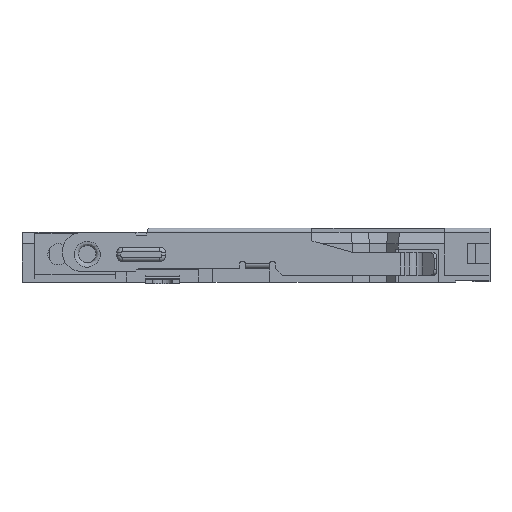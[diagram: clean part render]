
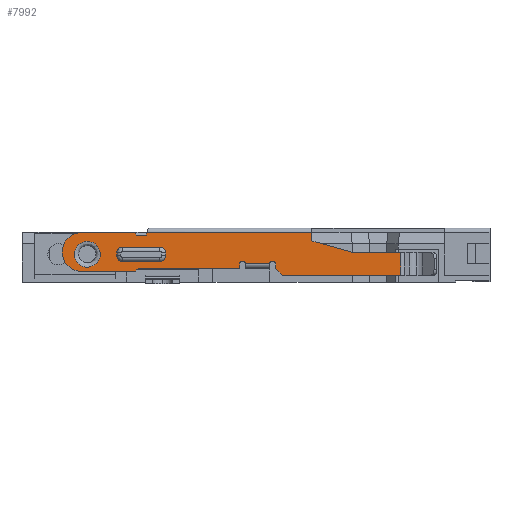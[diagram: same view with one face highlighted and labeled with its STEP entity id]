
A CAD part, left-side view. The second image highlights one B-rep face of the part: STEP entity #7992.
In plain terms, the highlighted planar face has unit normal (-1, 0, 0).
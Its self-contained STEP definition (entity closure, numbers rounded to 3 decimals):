
#2428=CARTESIAN_POINT('',(-7.33,0.37,0.545));
#2429=VERTEX_POINT('',#2428);
#2487=CARTESIAN_POINT('',(-7.33,-0.48,0.545));
#2488=VERTEX_POINT('',#2487);
#4564=CARTESIAN_POINT('',(-7.33,0.47,0.645));
#4565=VERTEX_POINT('',#4564);
#4572=CARTESIAN_POINT('',(-7.33,0.57,0.545));
#4573=VERTEX_POINT('',#4572);
#4574=CARTESIAN_POINT('',(-7.33,0.47,0.545));
#4575=DIRECTION('',(1.,-0.,0.));
#4576=DIRECTION('',(-0.,0.,1.));
#4577=AXIS2_PLACEMENT_3D('',#4574,#4575,#4576);
#4578=CIRCLE('',#4577,0.1);
#4579=EDGE_CURVE('',#4573,#4565,#4578,.T.);
#4598=CARTESIAN_POINT('',(-7.33,0.37,0.545));
#4599=DIRECTION('',(-0.,-1.,-0.));
#4600=VECTOR('',#4599,0.85);
#4601=LINE('',#4598,#4600);
#4602=EDGE_CURVE('',#2429,#2488,#4601,.T.);
#4613=CARTESIAN_POINT('',(-7.33,-0.68,0.545));
#4614=VERTEX_POINT('',#4613);
#4615=CARTESIAN_POINT('',(-7.33,-0.58,0.545));
#4616=DIRECTION('',(1.,0.,0.));
#4617=DIRECTION('',(0.,0.,-1.));
#4618=AXIS2_PLACEMENT_3D('',#4615,#4616,#4617);
#4619=CIRCLE('',#4618,0.1);
#4620=EDGE_CURVE('',#2488,#4614,#4619,.T.);
#4638=CARTESIAN_POINT('',(-7.33,-0.68,0.385));
#4639=VERTEX_POINT('',#4638);
#4640=CARTESIAN_POINT('',(-7.33,-0.68,0.545));
#4641=DIRECTION('',(0.,-0.,-1.));
#4642=VECTOR('',#4641,0.16);
#4643=LINE('',#4640,#4642);
#4644=EDGE_CURVE('',#4614,#4639,#4643,.T.);
#4662=CARTESIAN_POINT('',(-7.33,-0.92,0.145));
#4663=VERTEX_POINT('',#4662);
#4664=CARTESIAN_POINT('',(-7.33,-0.68,0.385));
#4665=DIRECTION('',(0.,-0.707,-0.707));
#4666=VECTOR('',#4665,0.339);
#4667=LINE('',#4664,#4666);
#4668=EDGE_CURVE('',#4639,#4663,#4667,.T.);
#4697=CARTESIAN_POINT('',(-7.33,-5.05,0.145));
#4698=VERTEX_POINT('',#4697);
#4706=CARTESIAN_POINT('',(-7.33,-0.92,0.145));
#4707=DIRECTION('',(-0.,-1.,-0.));
#4708=VECTOR('',#4707,4.13);
#4709=LINE('',#4706,#4708);
#4710=EDGE_CURVE('',#4663,#4698,#4709,.T.);
#4735=CARTESIAN_POINT('',(-7.33,-5.05,0.945));
#4736=VERTEX_POINT('',#4735);
#4744=CARTESIAN_POINT('',(-7.33,-5.05,0.145));
#4745=DIRECTION('',(-0.,0.,1.));
#4746=VECTOR('',#4745,0.8);
#4747=LINE('',#4744,#4746);
#4748=EDGE_CURVE('',#4698,#4736,#4747,.T.);
#4771=CARTESIAN_POINT('',(-7.33,-3.35,0.945));
#4772=VERTEX_POINT('',#4771);
#4779=CARTESIAN_POINT('',(-7.33,-5.05,0.945));
#4780=DIRECTION('',(0.,1.,0.));
#4781=VECTOR('',#4780,1.7);
#4782=LINE('',#4779,#4781);
#4783=EDGE_CURVE('',#4736,#4772,#4782,.T.);
#4804=CARTESIAN_POINT('',(-7.33,-1.95,1.345));
#4805=VERTEX_POINT('',#4804);
#4806=CARTESIAN_POINT('',(-7.33,-3.35,0.945));
#4807=DIRECTION('',(0.,0.962,0.275));
#4808=VECTOR('',#4807,1.456);
#4809=LINE('',#4806,#4808);
#4810=EDGE_CURVE('',#4772,#4805,#4809,.T.);
#4828=CARTESIAN_POINT('',(-7.33,4.205,1.635));
#4829=VERTEX_POINT('',#4828);
#4830=CARTESIAN_POINT('',(-7.33,6.075,1.635));
#4831=VERTEX_POINT('',#4830);
#4832=CARTESIAN_POINT('',(-7.33,4.205,1.635));
#4833=DIRECTION('',(0.,1.,0.));
#4834=VECTOR('',#4833,1.87);
#4835=LINE('',#4832,#4834);
#4836=EDGE_CURVE('',#4829,#4831,#4835,.T.);
#4860=CARTESIAN_POINT('',(-7.33,6.075,0.285));
#4861=VERTEX_POINT('',#4860);
#4868=CARTESIAN_POINT('',(-7.33,6.075,0.96));
#4869=DIRECTION('',(-1.,0.,-0.));
#4870=DIRECTION('',(-0.,0.,1.));
#4871=AXIS2_PLACEMENT_3D('',#4868,#4869,#4870);
#4872=CIRCLE('',#4871,0.675);
#4873=EDGE_CURVE('',#4831,#4861,#4872,.T.);
#4884=CARTESIAN_POINT('',(-7.33,4.205,0.285));
#4885=VERTEX_POINT('',#4884);
#4886=CARTESIAN_POINT('',(-7.33,6.075,0.285));
#4887=DIRECTION('',(-0.,-1.,-0.));
#4888=VECTOR('',#4887,1.87);
#4889=LINE('',#4886,#4888);
#4890=EDGE_CURVE('',#4861,#4885,#4889,.T.);
#4908=CARTESIAN_POINT('',(-7.33,4.105,0.385));
#4909=VERTEX_POINT('',#4908);
#4910=CARTESIAN_POINT('',(-7.33,4.205,0.285));
#4911=DIRECTION('',(0.,-0.707,0.707));
#4912=VECTOR('',#4911,0.141);
#4913=LINE('',#4910,#4912);
#4914=EDGE_CURVE('',#4885,#4909,#4913,.T.);
#4932=CARTESIAN_POINT('',(-7.33,0.57,0.385));
#4933=VERTEX_POINT('',#4932);
#4940=CARTESIAN_POINT('',(-7.33,4.105,0.385));
#4941=DIRECTION('',(-0.,-1.,-0.));
#4942=VECTOR('',#4941,3.535);
#4943=LINE('',#4940,#4942);
#4944=EDGE_CURVE('',#4909,#4933,#4943,.T.);
#4956=CARTESIAN_POINT('',(-7.33,0.57,0.385));
#4957=DIRECTION('',(-0.,0.,1.));
#4958=VECTOR('',#4957,0.16);
#4959=LINE('',#4956,#4958);
#4960=EDGE_CURVE('',#4933,#4573,#4959,.T.);
#4973=CARTESIAN_POINT('',(-7.33,3.345,0.63));
#4974=VERTEX_POINT('',#4973);
#4983=CARTESIAN_POINT('',(-7.33,4.645,0.63));
#4984=VERTEX_POINT('',#4983);
#4992=CARTESIAN_POINT('',(-7.33,3.345,0.63));
#4993=DIRECTION('',(0.,1.,0.));
#4994=VECTOR('',#4993,1.3);
#4995=LINE('',#4992,#4994);
#4996=EDGE_CURVE('',#4974,#4984,#4995,.T.);
#5008=CARTESIAN_POINT('',(-7.33,4.845,0.83));
#5009=VERTEX_POINT('',#5008);
#5017=CARTESIAN_POINT('',(-7.33,4.645,0.83));
#5018=DIRECTION('',(1.,-0.,0.));
#5019=DIRECTION('',(0.,0.,-1.));
#5020=AXIS2_PLACEMENT_3D('',#5017,#5018,#5019);
#5021=CIRCLE('',#5020,0.2);
#5022=EDGE_CURVE('',#4984,#5009,#5021,.T.);
#5032=CARTESIAN_POINT('',(-7.33,4.845,0.93));
#5033=VERTEX_POINT('',#5032);
#5041=CARTESIAN_POINT('',(-7.33,4.845,0.83));
#5042=DIRECTION('',(-0.,0.,1.));
#5043=VECTOR('',#5042,0.1);
#5044=LINE('',#5041,#5043);
#5045=EDGE_CURVE('',#5009,#5033,#5044,.T.);
#5057=CARTESIAN_POINT('',(-7.33,4.645,1.13));
#5058=VERTEX_POINT('',#5057);
#5066=CARTESIAN_POINT('',(-7.33,4.645,0.93));
#5067=DIRECTION('',(1.,0.,0.));
#5068=DIRECTION('',(-0.,1.,0.));
#5069=AXIS2_PLACEMENT_3D('',#5066,#5067,#5068);
#5070=CIRCLE('',#5069,0.2);
#5071=EDGE_CURVE('',#5033,#5058,#5070,.T.);
#5083=CARTESIAN_POINT('',(-7.33,3.345,1.13));
#5084=VERTEX_POINT('',#5083);
#5092=CARTESIAN_POINT('',(-7.33,4.645,1.13));
#5093=DIRECTION('',(-0.,-1.,-0.));
#5094=VECTOR('',#5093,1.3);
#5095=LINE('',#5092,#5094);
#5096=EDGE_CURVE('',#5058,#5084,#5095,.T.);
#5110=CARTESIAN_POINT('',(-7.33,3.145,0.93));
#5111=VERTEX_POINT('',#5110);
#5119=CARTESIAN_POINT('',(-7.33,3.345,0.93));
#5120=DIRECTION('',(1.,0.,-0.));
#5121=DIRECTION('',(-0.,0.,-1.));
#5122=AXIS2_PLACEMENT_3D('',#5119,#5120,#5121);
#5123=CIRCLE('',#5122,0.2);
#5124=EDGE_CURVE('',#5084,#5111,#5123,.T.);
#5136=CARTESIAN_POINT('',(-7.33,3.145,0.83));
#5137=VERTEX_POINT('',#5136);
#5145=CARTESIAN_POINT('',(-7.33,3.145,0.93));
#5146=DIRECTION('',(0.,-0.,-1.));
#5147=VECTOR('',#5146,0.1);
#5148=LINE('',#5145,#5147);
#5149=EDGE_CURVE('',#5111,#5137,#5148,.T.);
#5162=CARTESIAN_POINT('',(-7.33,3.345,0.83));
#5163=DIRECTION('',(1.,0.,0.));
#5164=DIRECTION('',(-0.,1.,0.));
#5165=AXIS2_PLACEMENT_3D('',#5162,#5163,#5164);
#5166=CIRCLE('',#5165,0.2);
#5167=EDGE_CURVE('',#5137,#4974,#5166,.T.);
#5363=CARTESIAN_POINT('',(-7.33,5.875,1.33));
#5364=VERTEX_POINT('',#5363);
#5380=CARTESIAN_POINT('',(-7.33,5.875,1.33));
#5381=CARTESIAN_POINT('',(-7.33,5.757,1.33));
#5382=CARTESIAN_POINT('',(-7.33,5.64,1.282));
#5383=CARTESIAN_POINT('',(-7.33,5.557,1.198));
#5384=CARTESIAN_POINT('',(-7.33,5.473,1.115));
#5385=CARTESIAN_POINT('',(-7.33,5.425,0.998));
#5386=CARTESIAN_POINT('',(-7.33,5.425,0.88));
#5387=CARTESIAN_POINT('',(-7.33,5.425,0.762));
#5388=CARTESIAN_POINT('',(-7.33,5.473,0.645));
#5389=CARTESIAN_POINT('',(-7.33,5.557,0.562));
#5390=CARTESIAN_POINT('',(-7.33,5.64,0.478));
#5391=CARTESIAN_POINT('',(-7.33,5.757,0.43));
#5392=CARTESIAN_POINT('',(-7.33,5.875,0.43));
#5393=CARTESIAN_POINT('',(-7.33,5.993,0.43));
#5394=CARTESIAN_POINT('',(-7.33,6.11,0.478));
#5395=CARTESIAN_POINT('',(-7.33,6.193,0.562));
#5396=CARTESIAN_POINT('',(-7.33,6.277,0.645));
#5397=CARTESIAN_POINT('',(-7.33,6.325,0.762));
#5398=CARTESIAN_POINT('',(-7.33,6.325,0.88));
#5399=CARTESIAN_POINT('',(-7.33,6.325,0.998));
#5400=CARTESIAN_POINT('',(-7.33,6.277,1.115));
#5401=CARTESIAN_POINT('',(-7.33,6.193,1.198));
#5402=CARTESIAN_POINT('',(-7.33,6.11,1.282));
#5403=CARTESIAN_POINT('',(-7.33,5.993,1.33));
#5404=CARTESIAN_POINT('',(-7.33,5.875,1.33));
#5405=B_SPLINE_CURVE_WITH_KNOTS('',3,(#5380,#5381,#5382,#5383,#5384,#5385,#5386,#5387,#5388,#5389,#5390,#5391,#5392,#5393,#5394,#5395,#5396,#5397,#5398,#5399,#5400,#5401,#5402,#5403,#5404),.UNSPECIFIED.,.T.,.F.,(4,3,3,3,3,3,3,3,4),(0.,0.125,0.25,0.375,0.5,0.625,0.75,0.875,1.),.UNSPECIFIED.);
#5406=EDGE_CURVE('',#5364,#5364,#5405,.T.);
#5416=CARTESIAN_POINT('',(-7.33,4.17,1.549));
#5417=VERTEX_POINT('',#5416);
#5418=CARTESIAN_POINT('',(-7.33,4.17,1.549));
#5419=DIRECTION('',(0.,0.378,0.926));
#5420=VECTOR('',#5419,0.093);
#5421=LINE('',#5418,#5420);
#5422=EDGE_CURVE('',#5417,#4829,#5421,.T.);
#7919=CARTESIAN_POINT('',(-7.33,-0.7,1.645));
#7920=DIRECTION('',(-1.,0.,-0.));
#7921=DIRECTION('',(-0.,0.,1.));
#7922=AXIS2_PLACEMENT_3D('',#7919,#7920,#7921);
#7923=PLANE('',#7922);
#7924=ORIENTED_EDGE('',*,*,#5406,.T.);
#7925=EDGE_LOOP('',(#7924));
#7926=FACE_BOUND('',#7925,.T.);
#7927=ORIENTED_EDGE('',*,*,#5149,.T.);
#7928=ORIENTED_EDGE('',*,*,#5167,.T.);
#7929=ORIENTED_EDGE('',*,*,#4996,.T.);
#7930=ORIENTED_EDGE('',*,*,#5022,.T.);
#7931=ORIENTED_EDGE('',*,*,#5045,.T.);
#7932=ORIENTED_EDGE('',*,*,#5071,.T.);
#7933=ORIENTED_EDGE('',*,*,#5096,.T.);
#7934=ORIENTED_EDGE('',*,*,#5124,.T.);
#7935=EDGE_LOOP('',(#7927,#7928,#7929,#7930,#7931,#7932,#7933,#7934));
#7936=FACE_BOUND('',#7935,.T.);
#7937=ORIENTED_EDGE('',*,*,#4944,.T.);
#7938=ORIENTED_EDGE('',*,*,#4960,.T.);
#7939=ORIENTED_EDGE('',*,*,#4579,.T.);
#7940=CARTESIAN_POINT('',(-7.33,0.47,0.545));
#7941=DIRECTION('',(1.,-0.,0.));
#7942=DIRECTION('',(-0.,0.,1.));
#7943=AXIS2_PLACEMENT_3D('',#7940,#7941,#7942);
#7944=CIRCLE('',#7943,0.1);
#7945=EDGE_CURVE('',#4565,#2429,#7944,.T.);
#7946=ORIENTED_EDGE('',*,*,#7945,.T.);
#7947=ORIENTED_EDGE('',*,*,#4602,.T.);
#7948=ORIENTED_EDGE('',*,*,#4620,.T.);
#7949=ORIENTED_EDGE('',*,*,#4644,.T.);
#7950=ORIENTED_EDGE('',*,*,#4668,.T.);
#7951=ORIENTED_EDGE('',*,*,#4710,.T.);
#7952=ORIENTED_EDGE('',*,*,#4748,.T.);
#7953=ORIENTED_EDGE('',*,*,#4783,.T.);
#7954=ORIENTED_EDGE('',*,*,#4810,.T.);
#7955=CARTESIAN_POINT('',(-7.33,-1.95,1.635));
#7956=VERTEX_POINT('',#7955);
#7957=CARTESIAN_POINT('',(-7.33,-1.95,1.345));
#7958=DIRECTION('',(0.,0.,1.));
#7959=VECTOR('',#7958,0.29);
#7960=LINE('',#7957,#7959);
#7961=EDGE_CURVE('',#4805,#7956,#7960,.T.);
#7962=ORIENTED_EDGE('',*,*,#7961,.T.);
#7963=CARTESIAN_POINT('',(-7.33,3.796,1.635));
#7964=VERTEX_POINT('',#7963);
#7965=CARTESIAN_POINT('',(-7.33,3.796,1.635));
#7966=DIRECTION('',(-0.,-1.,0.));
#7967=VECTOR('',#7966,5.746);
#7968=LINE('',#7965,#7967);
#7969=EDGE_CURVE('',#7964,#7956,#7968,.T.);
#7970=ORIENTED_EDGE('',*,*,#7969,.F.);
#7971=CARTESIAN_POINT('',(-7.33,3.82,1.549));
#7972=VERTEX_POINT('',#7971);
#7973=CARTESIAN_POINT('',(-7.33,3.796,1.635));
#7974=DIRECTION('',(0.,0.274,-0.962));
#7975=VECTOR('',#7974,0.09);
#7976=LINE('',#7973,#7975);
#7977=EDGE_CURVE('',#7964,#7972,#7976,.T.);
#7978=ORIENTED_EDGE('',*,*,#7977,.T.);
#7979=CARTESIAN_POINT('',(-7.33,3.82,1.549));
#7980=DIRECTION('',(0.,1.,0.));
#7981=VECTOR('',#7980,0.35);
#7982=LINE('',#7979,#7981);
#7983=EDGE_CURVE('',#7972,#5417,#7982,.T.);
#7984=ORIENTED_EDGE('',*,*,#7983,.T.);
#7985=ORIENTED_EDGE('',*,*,#5422,.T.);
#7986=ORIENTED_EDGE('',*,*,#4836,.T.);
#7987=ORIENTED_EDGE('',*,*,#4873,.T.);
#7988=ORIENTED_EDGE('',*,*,#4890,.T.);
#7989=ORIENTED_EDGE('',*,*,#4914,.T.);
#7990=EDGE_LOOP('',(#7937,#7938,#7939,#7946,#7947,#7948,#7949,#7950,#7951,#7952,#7953,#7954,#7962,#7970,#7978,#7984,#7985,#7986,#7987,#7988,#7989));
#7991=FACE_BOUND('',#7990,.T.);
#7992=ADVANCED_FACE('',(#7926,#7936,#7991),#7923,.T.);
